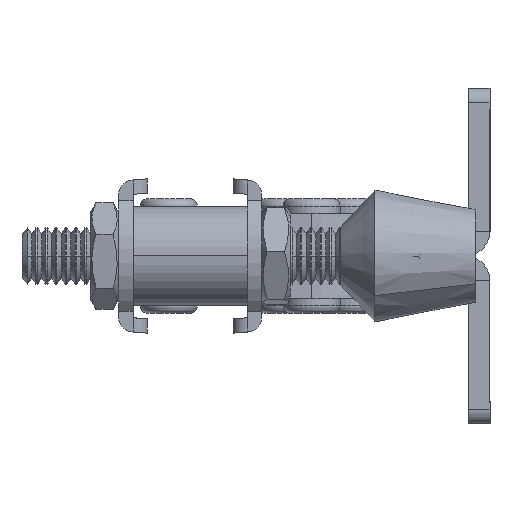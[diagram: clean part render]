
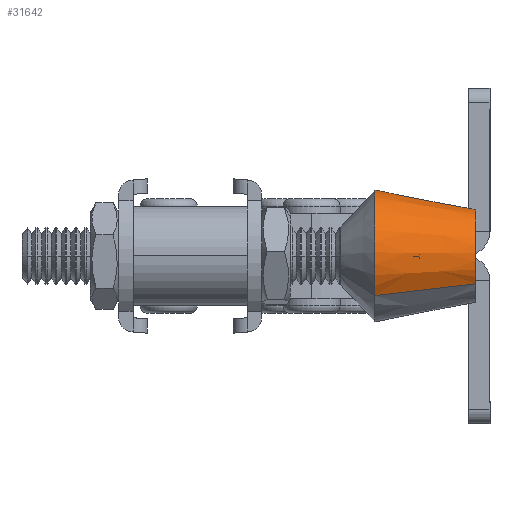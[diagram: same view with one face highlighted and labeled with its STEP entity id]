
A CAD part, left-side view. The second image highlights one B-rep face of the part: STEP entity #31642.
In plain terms, the highlighted conical face has half-angle 11 degrees and reference radius 6.5 mm.
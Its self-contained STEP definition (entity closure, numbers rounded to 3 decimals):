
#1285 = CONICAL_SURFACE ( 'NONE', #33223, 6.5, 0.192 ) ;
#1293 = FACE_OUTER_BOUND ( 'NONE', #18665, .T. ) ;
#3335 = EDGE_CURVE ( 'NONE', #23009, #22939, #7199, .T. ) ;
#3336 = EDGE_CURVE ( 'NONE', #22642, #22841, #7197, .T. ) ;
#3340 = EDGE_CURVE ( 'NONE', #23009, #22642, #7192, .T. ) ;
#3342 = EDGE_CURVE ( 'NONE', #22939, #22841, #7190, .T. ) ;
#6428 = CARTESIAN_POINT ( 'NONE',  ( 0., 0., 0. ) ) ;
#6430 = DIRECTION ( 'NONE',  ( 0., 1., 0. ) ) ;
#6432 = DIRECTION ( 'NONE',  ( 0., 0., 1. ) ) ;
#7185 = VECTOR ( 'NONE', #24388, 1000. ) ;
#7188 = VECTOR ( 'NONE', #24389, 1000. ) ;
#7190 = LINE ( 'NONE', #24370, #7185 ) ;
#7192 = LINE ( 'NONE', #24383, #7188 ) ;
#7197 = CIRCLE ( 'NONE', #32279, 9.243 ) ;
#7199 = CIRCLE ( 'NONE', #32278, 6.5 ) ;
#18307 = ORIENTED_EDGE ( 'NONE', *, *, #3336, .T. ) ;
#18308 = ORIENTED_EDGE ( 'NONE', *, *, #3340, .T. ) ;
#18309 = ORIENTED_EDGE ( 'NONE', *, *, #3335, .F. ) ;
#18310 = ORIENTED_EDGE ( 'NONE', *, *, #3342, .F. ) ;
#18665 = EDGE_LOOP ( 'NONE', ( #18310, #18309, #18308, #18307 ) ) ;
#22381 = CARTESIAN_POINT ( 'NONE',  ( 0., 0., -6.5 ) ) ;
#22627 = CARTESIAN_POINT ( 'NONE',  ( 0., 0., 6.5 ) ) ;
#22642 = VERTEX_POINT ( 'NONE', #23196 ) ;
#22841 = VERTEX_POINT ( 'NONE', #23047 ) ;
#22939 = VERTEX_POINT ( 'NONE', #22381 ) ;
#23009 = VERTEX_POINT ( 'NONE', #22627 ) ;
#23047 = CARTESIAN_POINT ( 'NONE',  ( 0., 14.111, -9.243 ) ) ;
#23196 = CARTESIAN_POINT ( 'NONE',  ( 0., 14.111, 9.243 ) ) ;
#24370 = CARTESIAN_POINT ( 'NONE',  ( 0., 0., -6.5 ) ) ;
#24383 = CARTESIAN_POINT ( 'NONE',  ( 0., 0., 6.5 ) ) ;
#24388 = DIRECTION ( 'NONE',  ( 0., 0.982, -0.191 ) ) ;
#24389 = DIRECTION ( 'NONE',  ( 0., 0.982, 0.191 ) ) ;
#24396 = DIRECTION ( 'NONE',  ( 0., 0., -1. ) ) ;
#24399 = DIRECTION ( 'NONE',  ( 0., -1., 0. ) ) ;
#24402 = CARTESIAN_POINT ( 'NONE',  ( 0., 14.111, 0. ) ) ;
#24409 = DIRECTION ( 'NONE',  ( 0., 0., -1. ) ) ;
#24412 = DIRECTION ( 'NONE',  ( 0., -1., 0. ) ) ;
#24415 = CARTESIAN_POINT ( 'NONE',  ( 0., 0., 0. ) ) ;
#31642 = ADVANCED_FACE ( 'NONE', ( #1293 ), #1285, .T. ) ;
#32278 = AXIS2_PLACEMENT_3D ( 'NONE', #24415, #24412, #24409 ) ;
#32279 = AXIS2_PLACEMENT_3D ( 'NONE', #24402, #24399, #24396 ) ;
#33223 = AXIS2_PLACEMENT_3D ( 'NONE', #6428, #6430, #6432 ) ;
